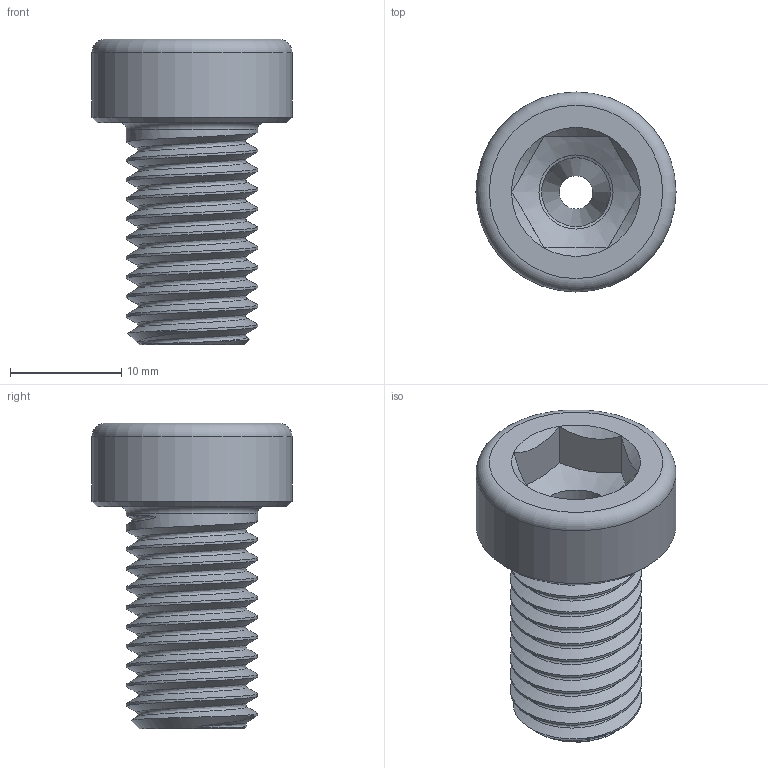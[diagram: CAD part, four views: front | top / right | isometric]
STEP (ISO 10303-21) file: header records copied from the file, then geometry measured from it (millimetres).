
FILE_DESCRIPTION(('FreeCAD Model'),'2;1');
FILE_NAME('Open CASCADE Shape Model','2025-11-23T11:45:56',(''),(''), 'Open CASCADE STEP processor 7.8','FreeCAD','Unknown');
FILE_SCHEMA(('AUTOMOTIVE_DESIGN { 1 0 10303 214 1 1 1 1 }'));
Length unit declared in the file: millimetre
Products named in the file (1): Body
Bounding box: 18 x 18 x 27.5 mm (x, y, z)
Volume: 2835.2 mm3; surface area: 2382.9 mm2
Topology: 1 solids, 1 shells, 69 faces, 146 edges, 80 vertices
Faces by surface type: bspline 36, cylinder 15, plane 10, cone 6, torus 2
Full cylindrical faces by diameter (mm): 3 x1, 6.2 x1, 6.667 x1, 11.83 x10, 18 x1
Entity records: 11496 total; most frequent: CARTESIAN_POINT 8854, DIRECTION 376, ORIENTED_EDGE 292, PCURVE 292, DEFINITIONAL_REPRESENTATION 292, LINE 228, VECTOR 228, EDGE_CURVE 146
